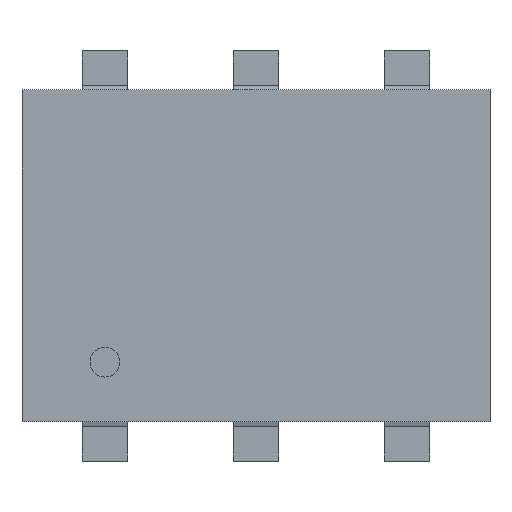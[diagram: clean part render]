
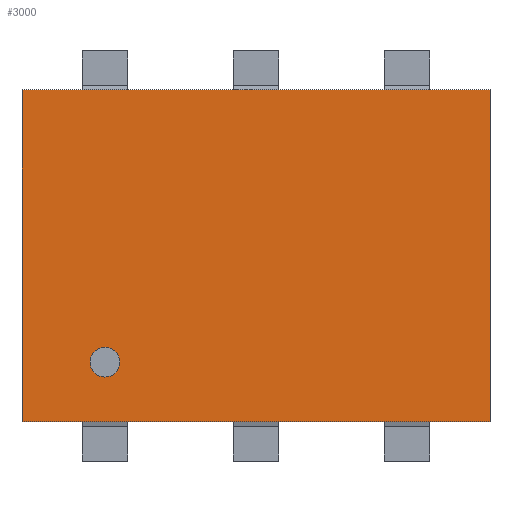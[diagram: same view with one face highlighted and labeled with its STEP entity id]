
A CAD part, top view. The second image highlights one B-rep face of the part: STEP entity #3000.
In plain terms, the highlighted free-form (B-spline) face has degree [1, 1] with [2, 2] control points.
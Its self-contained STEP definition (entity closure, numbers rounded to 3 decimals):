
#1788=CARTESIAN_POINT('',(-2.29,-1.79,2.84));
#1789=VERTEX_POINT('',#1788);
#1798=CARTESIAN_POINT('',(-2.79,-1.79,2.84));
#1799=VERTEX_POINT('',#1798);
#1800=CARTESIAN_POINT('',(-2.54,-1.79,2.84));
#1801=DIRECTION('',(0.0,0.0,-1.0));
#1802=DIRECTION('',(1.0,0.0,0.0));
#1803=AXIS2_PLACEMENT_3D('',#1800,#1801,#1802);
#1804=CIRCLE('',#1803,0.25);
#1805=EDGE_CURVE('',#1799,#1789,#1804,.T.);
#2836=CARTESIAN_POINT('',(3.935,2.79,2.84));
#2837=VERTEX_POINT('',#2836);
#2844=CARTESIAN_POINT('',(3.935,-2.79,2.84));
#2845=VERTEX_POINT('',#2844);
#2846=CARTESIAN_POINT('',(3.935,2.79,2.84));
#2847=DIRECTION('',(0.0,-1.0,0.0));
#2848=VECTOR('',#2847,5.58);
#2849=LINE('',#2846,#2848);
#2850=EDGE_CURVE('',#2837,#2845,#2849,.T.);
#2877=CARTESIAN_POINT('',(-3.935,2.79,2.84));
#2878=VERTEX_POINT('',#2877);
#2885=CARTESIAN_POINT('',(-3.935,2.79,2.84));
#2886=DIRECTION('',(1.0,0.0,0.0));
#2887=VECTOR('',#2886,7.87);
#2888=LINE('',#2885,#2887);
#2889=EDGE_CURVE('',#2878,#2837,#2888,.T.);
#2903=CARTESIAN_POINT('',(-3.935,-2.79,2.84));
#2904=VERTEX_POINT('',#2903);
#2911=CARTESIAN_POINT('',(-3.935,-2.79,2.84));
#2912=DIRECTION('',(0.0,1.0,0.0));
#2913=VECTOR('',#2912,5.58);
#2914=LINE('',#2911,#2913);
#2915=EDGE_CURVE('',#2904,#2878,#2914,.T.);
#2938=CARTESIAN_POINT('',(3.935,-2.79,2.84));
#2939=DIRECTION('',(-1.0,0.0,0.0));
#2940=VECTOR('',#2939,7.87);
#2941=LINE('',#2938,#2940);
#2942=EDGE_CURVE('',#2845,#2904,#2941,.T.);
#2965=CARTESIAN_POINT('',(-2.54,-1.79,2.84));
#2966=DIRECTION('',(0.0,0.0,-1.0));
#2967=DIRECTION('',(1.0,0.0,0.0));
#2968=AXIS2_PLACEMENT_3D('',#2965,#2966,#2967);
#2969=CIRCLE('',#2968,0.25);
#2970=EDGE_CURVE('',#1789,#1799,#2969,.T.);
#2985=CARTESIAN_POINT('',(-3.935,-2.79,2.84));
#2986=CARTESIAN_POINT('',(3.935,-2.79,2.84));
#2987=CARTESIAN_POINT('',(-3.935,2.79,2.84));
#2988=CARTESIAN_POINT('',(3.935,2.79,2.84));
#2989=B_SPLINE_SURFACE_WITH_KNOTS('',1,1,((#2985,#2987),(#2986,#2988)),.UNSPECIFIED.,.F.,.F.,.U.,(2,2),(2,2),(0.0,7.87),(0.0,5.58),.UNSPECIFIED.);
#2990=ORIENTED_EDGE('',*,*,#2850,.F.);
#2991=ORIENTED_EDGE('',*,*,#2889,.F.);
#2992=ORIENTED_EDGE('',*,*,#2915,.F.);
#2993=ORIENTED_EDGE('',*,*,#2942,.F.);
#2994=EDGE_LOOP('',(#2990,#2991,#2992,#2993));
#2995=FACE_OUTER_BOUND('',#2994,.T.);
#2996=ORIENTED_EDGE('',*,*,#2970,.T.);
#2997=ORIENTED_EDGE('',*,*,#1805,.T.);
#2998=EDGE_LOOP('',(#2996,#2997));
#2999=FACE_BOUND('',#2998,.T.);
#3000=ADVANCED_FACE('',(#2995,#2999),#2989,.T.);
